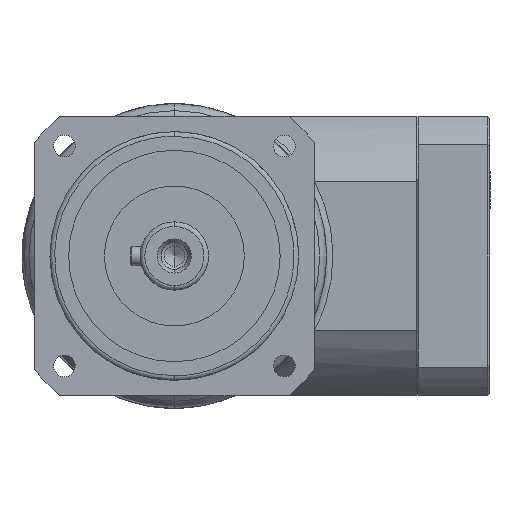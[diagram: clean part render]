
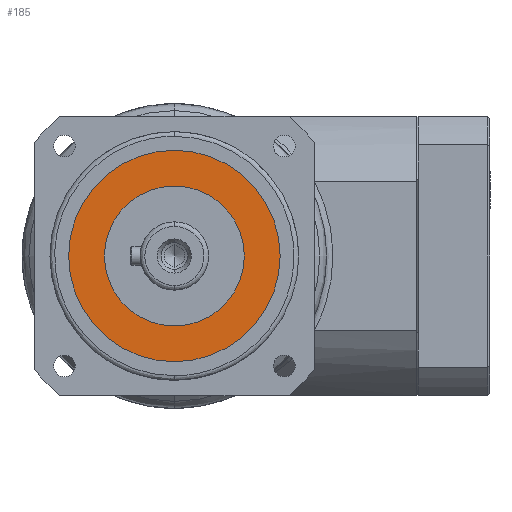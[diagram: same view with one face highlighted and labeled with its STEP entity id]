
A CAD part, left-side view. The second image highlights one B-rep face of the part: STEP entity #185.
In plain terms, the highlighted face is planar.
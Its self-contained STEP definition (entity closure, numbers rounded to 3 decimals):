
#185 = ADVANCED_FACE ( 'NONE', ( #6249, #10359 ), #17713, .T. ) ;
#426 = CARTESIAN_POINT ( 'NONE',  ( -38.01, 0., 0. ) ) ;
#897 = VERTEX_POINT ( 'NONE', #2772 ) ;
#914 = DIRECTION ( 'NONE',  ( 0., 0., 1. ) ) ;
#1384 = DIRECTION ( 'NONE',  ( 1., 0., 0. ) ) ;
#1704 = CIRCLE ( 'NONE', #3757, 22.5 ) ;
#1988 = DIRECTION ( 'NONE',  ( 0., 0., 1. ) ) ;
#2037 = EDGE_LOOP ( 'NONE', ( #18033, #19508 ) ) ;
#2772 = CARTESIAN_POINT ( 'NONE',  ( -38.01, 0., 34. ) ) ;
#3220 = DIRECTION ( 'NONE',  ( -1., 0., 0. ) ) ;
#3757 = AXIS2_PLACEMENT_3D ( 'NONE', #12469, #3220, #14036 ) ;
#3898 = CIRCLE ( 'NONE', #13425, 34. ) ;
#4014 = EDGE_LOOP ( 'NONE', ( #17176, #8986 ) ) ;
#5054 = AXIS2_PLACEMENT_3D ( 'NONE', #426, #11268, #1988 ) ;
#5743 = CIRCLE ( 'NONE', #5054, 22.5 ) ;
#5899 = CARTESIAN_POINT ( 'NONE',  ( -38.01, 0., -34. ) ) ;
#6020 = EDGE_CURVE ( 'NONE', #8637, #897, #3898, .T. ) ;
#6249 = FACE_OUTER_BOUND ( 'NONE', #4014, .T. ) ;
#6832 = CARTESIAN_POINT ( 'NONE',  ( -38.01, 0., -22.5 ) ) ;
#7009 = EDGE_CURVE ( 'NONE', #20128, #15408, #5743, .T. ) ;
#8637 = VERTEX_POINT ( 'NONE', #5899 ) ;
#8986 = ORIENTED_EDGE ( 'NONE', *, *, #6020, .T. ) ;
#10218 = DIRECTION ( 'NONE',  ( 1., 0., 0. ) ) ;
#10359 = FACE_BOUND ( 'NONE', #2037, .T. ) ;
#10692 = CARTESIAN_POINT ( 'NONE',  ( -38.01, 0., 0. ) ) ;
#11268 = DIRECTION ( 'NONE',  ( -1., 0., 0. ) ) ;
#11809 = CIRCLE ( 'NONE', #13838, 34. ) ;
#12247 = DIRECTION ( 'NONE',  ( 0., 0., 1. ) ) ;
#12469 = CARTESIAN_POINT ( 'NONE',  ( -38.01, 0., 0. ) ) ;
#13247 = EDGE_CURVE ( 'NONE', #897, #8637, #11809, .T. ) ;
#13425 = AXIS2_PLACEMENT_3D ( 'NONE', #10692, #1384, #12247 ) ;
#13838 = AXIS2_PLACEMENT_3D ( 'NONE', #19585, #10218, #914 ) ;
#14036 = DIRECTION ( 'NONE',  ( 0., 0., 1. ) ) ;
#14142 = AXIS2_PLACEMENT_3D ( 'NONE', #17306, #17291, #17243 ) ;
#15090 = EDGE_CURVE ( 'NONE', #15408, #20128, #1704, .T. ) ;
#15408 = VERTEX_POINT ( 'NONE', #6832 ) ;
#15686 = CARTESIAN_POINT ( 'NONE',  ( -38.01, 0., 22.5 ) ) ;
#17176 = ORIENTED_EDGE ( 'NONE', *, *, #13247, .T. ) ;
#17243 = DIRECTION ( 'NONE',  ( 0., 0., -1. ) ) ;
#17291 = DIRECTION ( 'NONE',  ( 1., 0., 0. ) ) ;
#17306 = CARTESIAN_POINT ( 'NONE',  ( -38.01, 0., 0. ) ) ;
#17713 = PLANE ( 'NONE',  #14142 ) ;
#18033 = ORIENTED_EDGE ( 'NONE', *, *, #7009, .T. ) ;
#19508 = ORIENTED_EDGE ( 'NONE', *, *, #15090, .T. ) ;
#19585 = CARTESIAN_POINT ( 'NONE',  ( -38.01, 0., 0. ) ) ;
#20128 = VERTEX_POINT ( 'NONE', #15686 ) ;
